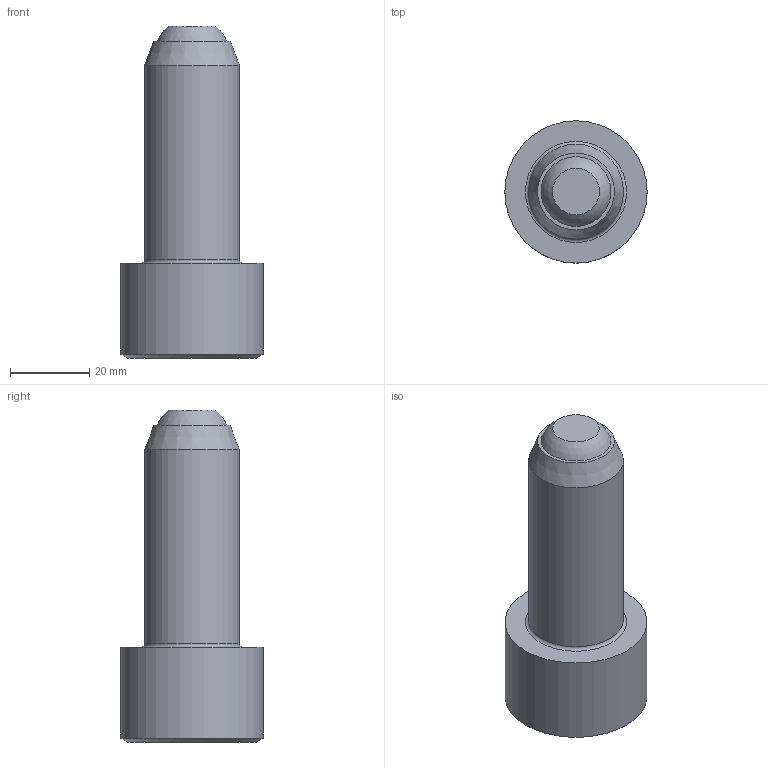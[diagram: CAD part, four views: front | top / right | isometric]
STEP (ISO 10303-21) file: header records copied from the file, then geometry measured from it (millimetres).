
FILE_DESCRIPTION( ( 'Unknown' ), '1' );
FILE_NAME( 'PT17B-24060.stp', 'Unknown', ( 'Unknown' ), ( 'Unknown' ), 'PSStep 17.0.49', 'Unknown', ' ' );
FILE_SCHEMA( ( 'AUTOMOTIVE_DESIGN { 1 0 10303 214 1 1 1 1 }' ) );
Length unit declared in the file: millimetre
Products named in the file (1): 1
Bounding box: 36 x 36 x 84 mm (x, y, z)
Volume: 45773.9 mm3; surface area: 9617.1 mm2
Topology: 1 solids, 1 shells, 23 faces, 49 edges, 30 vertices
Faces by surface type: plane 16, cylinder 2, sphere 2, cone 2, torus 1
Full cylindrical faces by diameter (mm): 24 x1, 36 x1
Entity records: 756 total; most frequent: DIRECTION 102, CARTESIAN_POINT 91, ORIENTED_EDGE 78, AXIS2_PLACEMENT_3D 39, EDGE_CURVE 39, EDGE_LOOP 32, VERTEX_POINT 28, FACE_OUTER_BOUND 27
